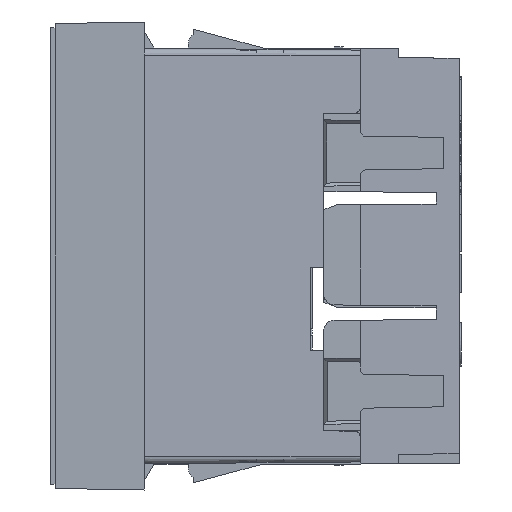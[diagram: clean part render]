
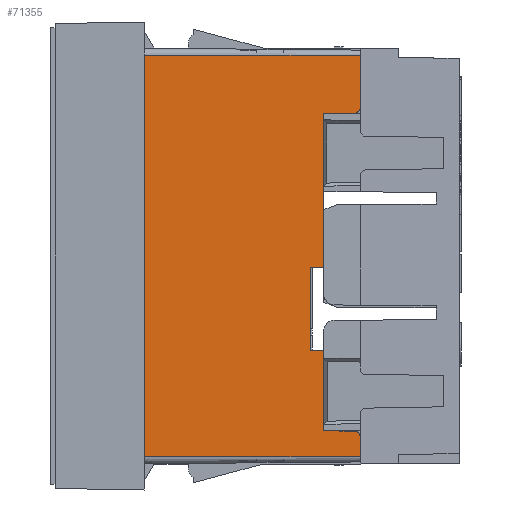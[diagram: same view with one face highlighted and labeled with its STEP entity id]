
A CAD part, left-side view. The second image highlights one B-rep face of the part: STEP entity #71355.
In plain terms, the highlighted face is planar.
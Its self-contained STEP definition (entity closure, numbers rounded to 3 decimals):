
#57683=DIRECTION('',(0.,1.,0.));
#57684=VECTOR('',#57683,38.6);
#57685=CARTESIAN_POINT('',(42.481,-19.3,9.));
#57686=LINE('',#57685,#57684);
#57704=DIRECTION('',(0.,-1.,0.));
#57705=VECTOR('',#57704,4.961);
#57706=CARTESIAN_POINT('',(42.3,-14.339,29.75));
#57707=LINE('',#57706,#57705);
#57708=DIRECTION('',(-0.009,-0.009,1.));
#57709=VECTOR('',#57708,2.905);
#57710=CARTESIAN_POINT('',(42.331,-13.714,26.25));
#57711=LINE('',#57710,#57709);
#57712=DIRECTION('',(0.,-1.,0.));
#57713=VECTOR('',#57712,14.8);
#57714=CARTESIAN_POINT('',(42.331,1.086,26.25));
#57715=LINE('',#57714,#57713);
#57716=DIRECTION('',(0.,-1.,0.));
#57717=VECTOR('',#57716,8.005);
#57718=CARTESIAN_POINT('',(42.342,9.102,24.95));
#57719=LINE('',#57718,#57717);
#57720=DIRECTION('',(0.,-1.,0.));
#57721=VECTOR('',#57720,1.861);
#57722=CARTESIAN_POINT('',(42.3,19.3,29.75));
#57723=LINE('',#57722,#57721);
#57746=DIRECTION('',(-0.009,0.,1.));
#57747=VECTOR('',#57746,20.751);
#57748=CARTESIAN_POINT('',(42.481,-19.3,9.));
#57749=LINE('',#57748,#57747);
#59520=DIRECTION('',(0.009,0.,-1.));
#59521=VECTOR('',#59520,20.751);
#59522=CARTESIAN_POINT('',(42.3,19.3,29.75));
#59523=LINE('',#59522,#59521);
#61176=CARTESIAN_POINT('',(42.3,-14.339,29.75));
#61177=CARTESIAN_POINT('',(42.3,-14.141,29.75));
#61178=CARTESIAN_POINT('',(42.301,-13.893,
29.6));
#61179=CARTESIAN_POINT('',(42.303,-13.741,
29.353));
#61180=CARTESIAN_POINT('',(42.305,-13.739,
29.155));
#61198=DIRECTION('',(0.009,0.009,-1.));
#61199=VECTOR('',#61198,1.3);
#61200=CARTESIAN_POINT('',(42.331,1.086,26.25));
#61201=LINE('',#61200,#61199);
#61238=DIRECTION('',(0.,1.,0.));
#61239=VECTOR('',#61238,7.7);
#61240=CARTESIAN_POINT('',(42.331,9.114,26.25));
#61241=LINE('',#61240,#61239);
#61242=DIRECTION('',(-0.009,0.009,1.));
#61243=VECTOR('',#61242,2.905);
#61244=CARTESIAN_POINT('',(42.331,16.814,26.25));
#61245=LINE('',#61244,#61243);
#61260=CARTESIAN_POINT('',(42.305,16.839,29.155));
#61261=CARTESIAN_POINT('',(42.303,16.841,29.353));
#61262=CARTESIAN_POINT('',(42.301,16.993,29.6));
#61263=CARTESIAN_POINT('',(42.3,17.241,29.75));
#61264=CARTESIAN_POINT('',(42.3,17.439,29.75));
#61274=DIRECTION('',(-0.009,0.009,1.));
#61275=VECTOR('',#61274,1.3);
#61276=CARTESIAN_POINT('',(42.342,9.102,24.95));
#61277=LINE('',#61276,#61275);
#67492=CARTESIAN_POINT('',(42.342,9.102,24.95));
#67493=CARTESIAN_POINT('',(42.342,1.098,24.95));
#67494=VERTEX_POINT('',#67492);
#67495=VERTEX_POINT('',#67493);
#67841=CARTESIAN_POINT('',(42.331,9.114,26.25));
#67842=VERTEX_POINT('',#67841);
#67968=VERTEX_POINT('',#61176);
#67969=VERTEX_POINT('',#61180);
#67980=CARTESIAN_POINT('',(42.331,1.086,26.25));
#67981=CARTESIAN_POINT('',(42.331,-13.714,26.25));
#67982=VERTEX_POINT('',#67980);
#67983=VERTEX_POINT('',#67981);
#68107=CARTESIAN_POINT('',(42.331,16.814,26.25));
#68108=VERTEX_POINT('',#68107);
#68534=CARTESIAN_POINT('',(42.305,16.839,29.155));
#68536=VERTEX_POINT('',#68534);
#68634=CARTESIAN_POINT('',(42.3,19.3,29.75));
#68635=CARTESIAN_POINT('',(42.3,17.439,29.75));
#68636=VERTEX_POINT('',#68634);
#68637=VERTEX_POINT('',#68635);
#69183=CARTESIAN_POINT('',(42.3,-19.3,29.75));
#69184=VERTEX_POINT('',#69183);
#69406=CARTESIAN_POINT('',(42.481,-19.3,9.));
#69407=VERTEX_POINT('',#69406);
#69408=CARTESIAN_POINT('',(42.481,19.3,9.));
#69409=VERTEX_POINT('',#69408);
#71321=CARTESIAN_POINT('',(42.3,19.8,29.75));
#71322=DIRECTION('',(1.,0.,0.009));
#71323=DIRECTION('',(0.009,0.,-1.));
#71324=AXIS2_PLACEMENT_3D('',#71321,#71322,#71323);
#71325=PLANE('',#71324);
#71326=ORIENTED_EDGE('',*,*,#71300,.F.);
#71328=ORIENTED_EDGE('',*,*,#71327,.T.);
#71330=ORIENTED_EDGE('',*,*,#71329,.F.);
#71332=ORIENTED_EDGE('',*,*,#71331,.T.);
#71334=ORIENTED_EDGE('',*,*,#71333,.F.);
#71336=ORIENTED_EDGE('',*,*,#71335,.F.);
#71338=ORIENTED_EDGE('',*,*,#71337,.T.);
#71340=ORIENTED_EDGE('',*,*,#71339,.F.);
#71342=ORIENTED_EDGE('',*,*,#71341,.T.);
#71344=ORIENTED_EDGE('',*,*,#71343,.T.);
#71346=ORIENTED_EDGE('',*,*,#71345,.T.);
#71348=ORIENTED_EDGE('',*,*,#71347,.T.);
#71350=ORIENTED_EDGE('',*,*,#71349,.F.);
#71352=ORIENTED_EDGE('',*,*,#71351,.T.);
#71353=EDGE_LOOP('',(#71326,#71328,#71330,#71332,#71334,#71336,#71338,#71340,
#71342,#71344,#71346,#71348,#71350,#71352));
#71354=FACE_OUTER_BOUND('',#71353,.F.);
#71355=ADVANCED_FACE('',(#71354),#71325,.T.);
#61181=B_SPLINE_CURVE_WITH_KNOTS('',3,(#61176,#61177,#61178,#61179,#61180),
.UNSPECIFIED.,.F.,.F.,(4,1,4),(0.,0.5,1.),.UNSPECIFIED.);
#61265=B_SPLINE_CURVE_WITH_KNOTS('',3,(#61260,#61261,#61262,#61263,#61264),
.UNSPECIFIED.,.F.,.F.,(4,1,4),(0.,0.5,1.),.UNSPECIFIED.);
#71300=EDGE_CURVE('',#69407,#69409,#57686,.T.);
#71327=EDGE_CURVE('',#69407,#69184,#57749,.T.);
#71329=EDGE_CURVE('',#67968,#69184,#57707,.T.);
#71331=EDGE_CURVE('',#67968,#67969,#61181,.T.);
#71333=EDGE_CURVE('',#67983,#67969,#57711,.T.);
#71335=EDGE_CURVE('',#67982,#67983,#57715,.T.);
#71337=EDGE_CURVE('',#67982,#67495,#61201,.T.);
#71339=EDGE_CURVE('',#67494,#67495,#57719,.T.);
#71341=EDGE_CURVE('',#67494,#67842,#61277,.T.);
#71343=EDGE_CURVE('',#67842,#68108,#61241,.T.);
#71345=EDGE_CURVE('',#68108,#68536,#61245,.T.);
#71347=EDGE_CURVE('',#68536,#68637,#61265,.T.);
#71349=EDGE_CURVE('',#68636,#68637,#57723,.T.);
#71351=EDGE_CURVE('',#68636,#69409,#59523,.T.);
